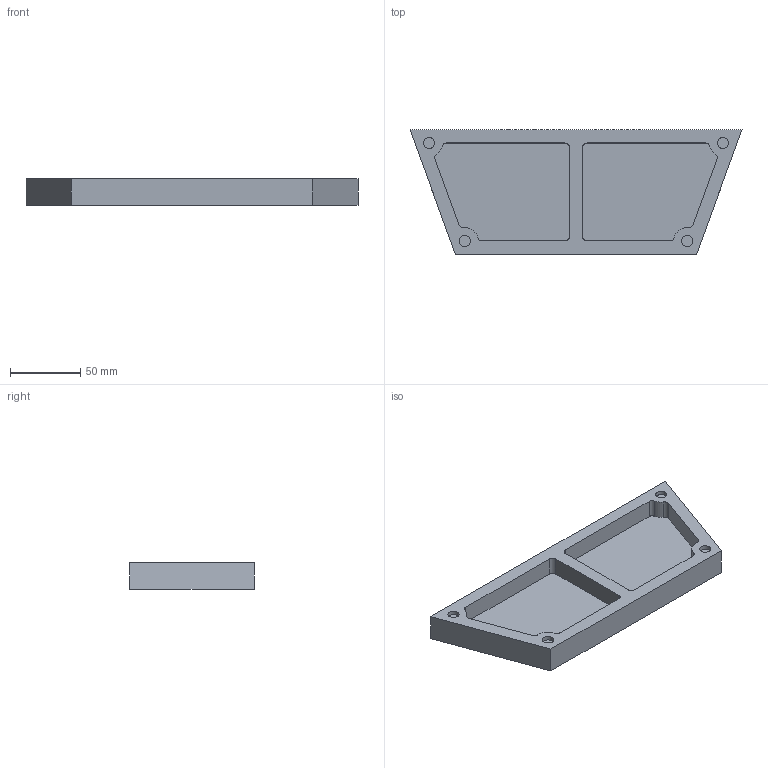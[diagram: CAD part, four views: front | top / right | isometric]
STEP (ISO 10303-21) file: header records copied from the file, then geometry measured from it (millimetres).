
FILE_DESCRIPTION(/* description */ (''),/* implementation_level */ '2;1');
FILE_NAME(/* name */ 'new_porportions_bottom v6.step',/* time_stamp */ '2022-10-17T16:01:35-04:00',/* author */ (''),/* organization */ (''),/* preprocessor_version */ 'ST-DEVELOPER v19',/* originating_system */ 'Autodesk Translation Framework v11.7.0.108',/* authorisation */ '');
FILE_SCHEMA (('AUTOMOTIVE_DESIGN { 1 0 10303 214 3 1 1 }'));
Length unit declared in the file: inch
Products named in the file (2): new_porportions_bottom; Component1
Assembly tree (1 placements, depth 2):
  new_porportions_bottom
    Component1
Bounding box: 236.01 x 88.69 x 19.05 mm (x, y, z)
Volume: 187663.8 mm3; surface area: 55796.5 mm2
Topology: 1 solids, 1 shells, 40 faces, 96 edges, 64 vertices
Faces by surface type: cylinder 20, plane 20
Full cylindrical faces by diameter (mm): 7.95 x4
Entity records: 1235 total; most frequent: DIRECTION 222, CARTESIAN_POINT 203, ORIENTED_EDGE 192, EDGE_CURVE 96, AXIS2_PLACEMENT_3D 83, VERTEX_POINT 64, LINE 56, VECTOR 56
